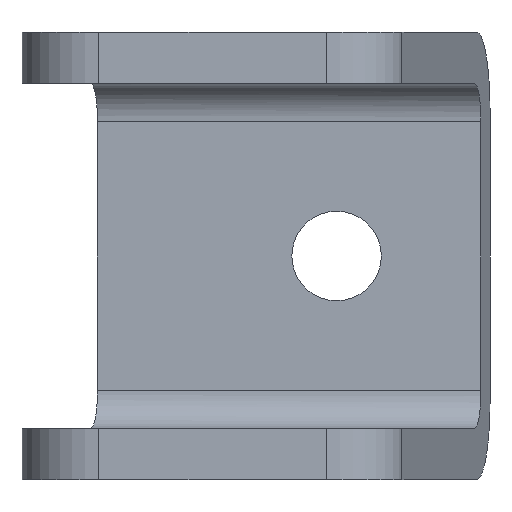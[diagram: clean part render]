
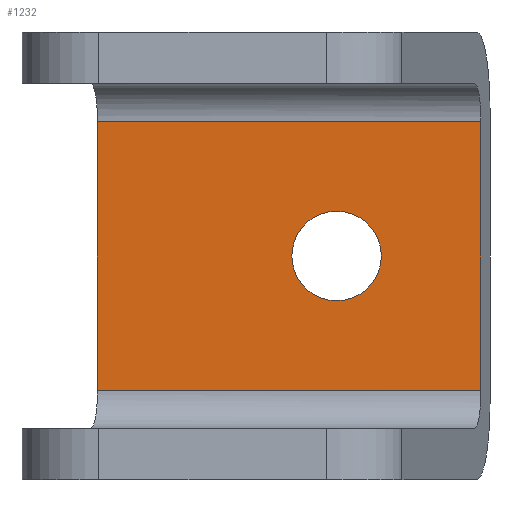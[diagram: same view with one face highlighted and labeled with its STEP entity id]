
A CAD part, front view. The second image highlights one B-rep face of the part: STEP entity #1232.
In plain terms, the highlighted planar face has unit normal (0, -1, 0).
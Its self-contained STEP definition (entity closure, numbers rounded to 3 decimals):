
#11 = ORIENTED_EDGE ( 'NONE', *, *, #733, .F. ) ;
#69 = EDGE_CURVE ( 'NONE', #1459, #595, #1641, .T. ) ;
#70 = LINE ( 'NONE', #89, #535 ) ;
#89 = CARTESIAN_POINT ( 'NONE',  ( 7.053, 40., 35. ) ) ;
#137 = FACE_OUTER_BOUND ( 'NONE', #858, .T. ) ;
#170 = ORIENTED_EDGE ( 'NONE', *, *, #795, .T. ) ;
#183 = EDGE_CURVE ( 'NONE', #1931, #244, #1228, .T. ) ;
#191 = EDGE_CURVE ( 'NONE', #595, #1203, #950, .T. ) ;
#244 = VERTEX_POINT ( 'NONE', #1807 ) ;
#360 = EDGE_CURVE ( 'NONE', #1203, #1880, #998, .T. ) ;
#396 = CARTESIAN_POINT ( 'NONE',  ( 25.758, 40., 14. ) ) ;
#489 = ORIENTED_EDGE ( 'NONE', *, *, #360, .T. ) ;
#522 = CARTESIAN_POINT ( 'NONE',  ( 25.758, 40., 17.5 ) ) ;
#535 = VECTOR ( 'NONE', #995, 1000. ) ;
#543 = DIRECTION ( 'NONE',  ( 0., -1., 0. ) ) ;
#559 = ORIENTED_EDGE ( 'NONE', *, *, #183, .F. ) ;
#595 = VERTEX_POINT ( 'NONE', #921 ) ;
#630 = AXIS2_PLACEMENT_3D ( 'NONE', #522, #671, #1256 ) ;
#638 = CARTESIAN_POINT ( 'NONE',  ( 7.053, 40., 7. ) ) ;
#664 = AXIS2_PLACEMENT_3D ( 'NONE', #768, #543, #1778 ) ;
#671 = DIRECTION ( 'NONE',  ( 0., -1., 0. ) ) ;
#678 = CARTESIAN_POINT ( 'NONE',  ( 37.053, 40., 28. ) ) ;
#702 = CARTESIAN_POINT ( 'NONE',  ( 7.053, 40., 28. ) ) ;
#733 = EDGE_CURVE ( 'NONE', #244, #1931, #1096, .T. ) ;
#768 = CARTESIAN_POINT ( 'NONE',  ( 37.758, 40., 4. ) ) ;
#794 = DIRECTION ( 'NONE',  ( 0., 0., -1. ) ) ;
#795 = EDGE_CURVE ( 'NONE', #1880, #1459, #70, .T. ) ;
#858 = EDGE_LOOP ( 'NONE', ( #1065, #489, #170, #1376 ) ) ;
#892 = PLANE ( 'NONE',  #664 ) ;
#912 = VECTOR ( 'NONE', #1797, 1000. ) ;
#921 = CARTESIAN_POINT ( 'NONE',  ( 37.053, 40., 7. ) ) ;
#941 = CARTESIAN_POINT ( 'NONE',  ( 37.053, 40., 35. ) ) ;
#950 = LINE ( 'NONE', #941, #1879 ) ;
#995 = DIRECTION ( 'NONE',  ( 0., 0., -1. ) ) ;
#998 = LINE ( 'NONE', #702, #1814 ) ;
#1065 = ORIENTED_EDGE ( 'NONE', *, *, #191, .T. ) ;
#1089 = EDGE_LOOP ( 'NONE', ( #11, #559 ) ) ;
#1096 = CIRCLE ( 'NONE', #630, 3.5 ) ;
#1189 = FACE_BOUND ( 'NONE', #1089, .T. ) ;
#1203 = VERTEX_POINT ( 'NONE', #678 ) ;
#1228 = CIRCLE ( 'NONE', #1382, 3.5 ) ;
#1232 = ADVANCED_FACE ( 'NONE', ( #1189, #137 ), #892, .T. ) ;
#1240 = CARTESIAN_POINT ( 'NONE',  ( 25.758, 40., 17.5 ) ) ;
#1256 = DIRECTION ( 'NONE',  ( 0., 0., -1. ) ) ;
#1258 = DIRECTION ( 'NONE',  ( 0., -1., 0. ) ) ;
#1376 = ORIENTED_EDGE ( 'NONE', *, *, #69, .T. ) ;
#1382 = AXIS2_PLACEMENT_3D ( 'NONE', #1240, #1258, #794 ) ;
#1459 = VERTEX_POINT ( 'NONE', #638 ) ;
#1480 = CARTESIAN_POINT ( 'NONE',  ( 37.053, 40., 7. ) ) ;
#1546 = DIRECTION ( 'NONE',  ( 0., 0., 1. ) ) ;
#1641 = LINE ( 'NONE', #1480, #912 ) ;
#1728 = DIRECTION ( 'NONE',  ( -1., 0., 0. ) ) ;
#1778 = DIRECTION ( 'NONE',  ( 0., 0., -1. ) ) ;
#1797 = DIRECTION ( 'NONE',  ( 1., 0., 0. ) ) ;
#1804 = CARTESIAN_POINT ( 'NONE',  ( 7.053, 40., 28. ) ) ;
#1807 = CARTESIAN_POINT ( 'NONE',  ( 25.758, 40., 21. ) ) ;
#1814 = VECTOR ( 'NONE', #1728, 1000. ) ;
#1879 = VECTOR ( 'NONE', #1546, 1000. ) ;
#1880 = VERTEX_POINT ( 'NONE', #1804 ) ;
#1931 = VERTEX_POINT ( 'NONE', #396 ) ;
